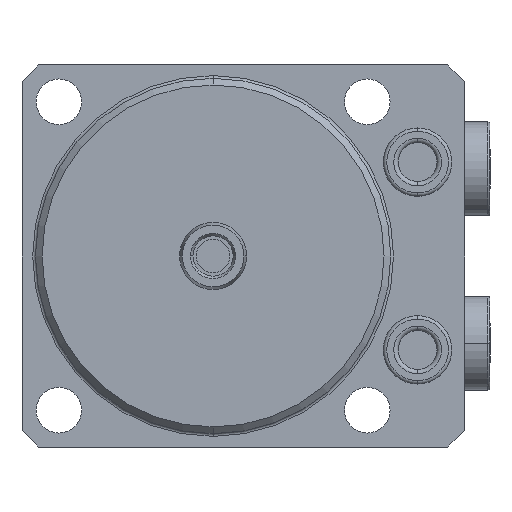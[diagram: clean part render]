
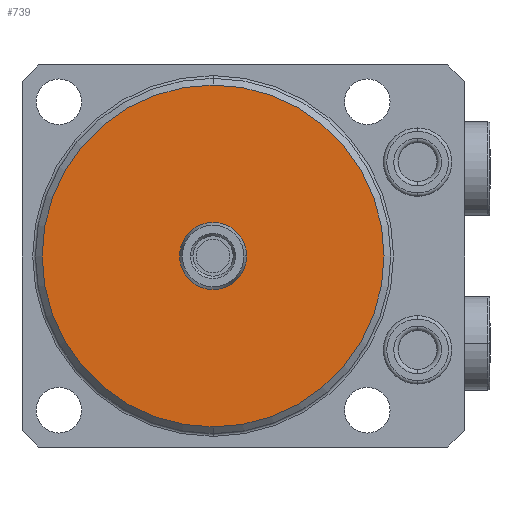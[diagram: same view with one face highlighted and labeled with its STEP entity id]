
A CAD part, front view. The second image highlights one B-rep face of the part: STEP entity #739.
In plain terms, the highlighted planar face has unit normal (0, -1, 0).
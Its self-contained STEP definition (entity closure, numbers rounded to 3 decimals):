
#739 = ADVANCED_FACE ( 'NONE', ( #3825, #3830 ), #5053, .F. ) ;
#1065 = EDGE_CURVE ( 'NONE', #2278, #2273, #5995, .T. ) ;
#1171 = EDGE_CURVE ( 'NONE', #1741, #1713, #6117, .T. ) ;
#1172 = EDGE_CURVE ( 'NONE', #2273, #2278, #6113, .T. ) ;
#1260 = EDGE_CURVE ( 'NONE', #1713, #1741, #6243, .T. ) ;
#1713 = VERTEX_POINT ( 'NONE', #7971 ) ;
#1741 = VERTEX_POINT ( 'NONE', #7999 ) ;
#2273 = VERTEX_POINT ( 'NONE', #8157 ) ;
#2278 = VERTEX_POINT ( 'NONE', #8162 ) ;
#2314 = EDGE_LOOP ( 'NONE', ( #2715, #2716 ) ) ;
#2330 = EDGE_LOOP ( 'NONE', ( #2717, #2718 ) ) ;
#2715 = ORIENTED_EDGE ( 'NONE', *, *, #1171, .T. ) ;
#2716 = ORIENTED_EDGE ( 'NONE', *, *, #1260, .T. ) ;
#2717 = ORIENTED_EDGE ( 'NONE', *, *, #1172, .T. ) ;
#2718 = ORIENTED_EDGE ( 'NONE', *, *, #1065, .T. ) ;
#3825 = FACE_BOUND ( 'NONE', #2314, .T. ) ;
#3830 = FACE_OUTER_BOUND ( 'NONE', #2330, .T. ) ;
#4130 = AXIS2_PLACEMENT_3D ( 'NONE', #5050, #5055, #5056 ) ;
#4313 = AXIS2_PLACEMENT_3D ( 'NONE', #6617, #6618, #6619 ) ;
#4336 = AXIS2_PLACEMENT_3D ( 'NONE', #7012, #7013, #7014 ) ;
#4337 = AXIS2_PLACEMENT_3D ( 'NONE', #7015, #7016, #7017 ) ;
#4388 = AXIS2_PLACEMENT_3D ( 'NONE', #7242, #7243, #7244 ) ;
#5050 = CARTESIAN_POINT ( 'NONE',  ( 0., -42.5, 0. ) ) ;
#5053 = PLANE ( 'NONE',  #4130 ) ;
#5055 = DIRECTION ( 'NONE',  ( 0., 1., 0. ) ) ;
#5056 = DIRECTION ( 'NONE',  ( 0., 0., 1. ) ) ;
#5995 = CIRCLE ( 'NONE', #4313, 25.5 ) ;
#6113 = CIRCLE ( 'NONE', #4337, 25.5 ) ;
#6117 = CIRCLE ( 'NONE', #4336, 5. ) ;
#6243 = CIRCLE ( 'NONE', #4388, 5. ) ;
#6617 = CARTESIAN_POINT ( 'NONE',  ( 0., -42.5, 0. ) ) ;
#6618 = DIRECTION ( 'NONE',  ( 0., -1., 0. ) ) ;
#6619 = DIRECTION ( 'NONE',  ( 0., 0., 1. ) ) ;
#7012 = CARTESIAN_POINT ( 'NONE',  ( 0., -42.5, 0. ) ) ;
#7013 = DIRECTION ( 'NONE',  ( 0., 1., 0. ) ) ;
#7014 = DIRECTION ( 'NONE',  ( 0., 0., 1. ) ) ;
#7015 = CARTESIAN_POINT ( 'NONE',  ( 0., -42.5, 0. ) ) ;
#7016 = DIRECTION ( 'NONE',  ( 0., -1., 0. ) ) ;
#7017 = DIRECTION ( 'NONE',  ( 0., 0., 1. ) ) ;
#7242 = CARTESIAN_POINT ( 'NONE',  ( 0., -42.5, 0. ) ) ;
#7243 = DIRECTION ( 'NONE',  ( 0., 1., 0. ) ) ;
#7244 = DIRECTION ( 'NONE',  ( 0., 0., 1. ) ) ;
#7971 = CARTESIAN_POINT ( 'NONE',  ( 0., -42.5, -5. ) ) ;
#7999 = CARTESIAN_POINT ( 'NONE',  ( 0., -42.5, 5. ) ) ;
#8157 = CARTESIAN_POINT ( 'NONE',  ( 0., -42.5, 25.5 ) ) ;
#8162 = CARTESIAN_POINT ( 'NONE',  ( 0., -42.5, -25.5 ) ) ;
